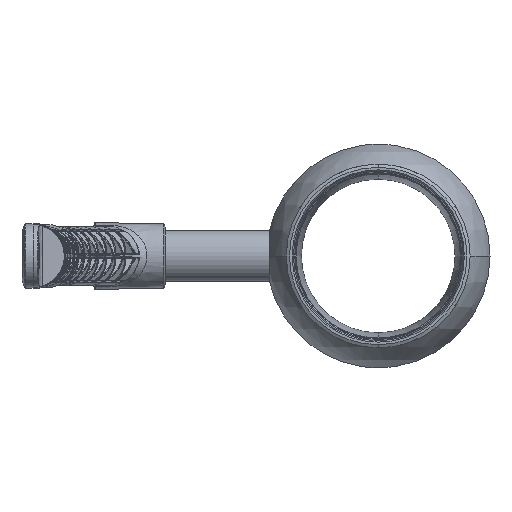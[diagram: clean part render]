
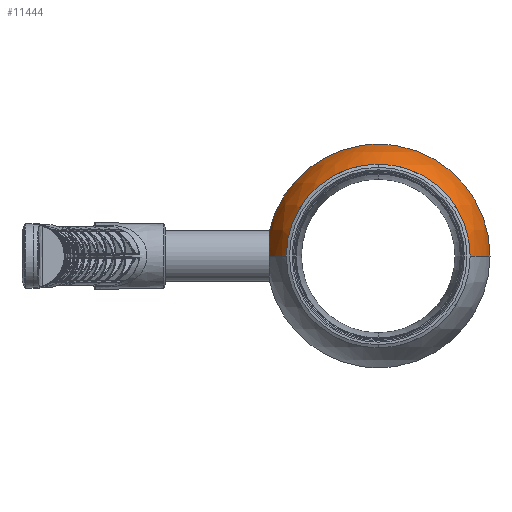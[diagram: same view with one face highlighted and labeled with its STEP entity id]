
A CAD part, left-side view. The second image highlights one B-rep face of the part: STEP entity #11444.
In plain terms, the highlighted spherical face has radius 70.5 mm.
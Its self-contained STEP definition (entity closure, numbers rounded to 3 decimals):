
#808 = AXIS2_PLACEMENT_3D ( 'NONE', #55296, #25539, #4889 ) ;
#2203 = CARTESIAN_POINT ( 'NONE',  ( -11.832, -69.5, 0. ) ) ;
#2798 = DIRECTION ( 'NONE',  ( 0., 0., 1. ) ) ;
#3683 = DIRECTION ( 'NONE',  ( 0., 0., -1. ) ) ;
#4889 = DIRECTION ( 'NONE',  ( 0., 0., -1. ) ) ;
#4892 = DIRECTION ( 'NONE',  ( 1., 0., 0. ) ) ;
#6677 = CARTESIAN_POINT ( 'NONE',  ( -45.283, 0., 54.035 ) ) ;
#6768 = ORIENTED_EDGE ( 'NONE', *, *, #62629, .F. ) ;
#7263 = AXIS2_PLACEMENT_3D ( 'NONE', #55500, #31273, #61061 ) ;
#8837 = EDGE_CURVE ( 'NONE', #55392, #41290, #29255, .T. ) ;
#8899 = DIRECTION ( 'NONE',  ( 0., -1., 0. ) ) ;
#9877 = SPHERICAL_SURFACE ( 'NONE', #56411, 70.5 ) ;
#9908 = ORIENTED_EDGE ( 'NONE', *, *, #19085, .F. ) ;
#11436 = VERTEX_POINT ( 'NONE', #24632 ) ;
#11444 = ADVANCED_FACE ( 'NONE', ( #53750 ), #9877, .T. ) ;
#13327 = CIRCLE ( 'NONE', #16451, 69.5 ) ;
#14524 = CARTESIAN_POINT ( 'NONE',  ( -45.283, -54.035, 0. ) ) ;
#15656 = AXIS2_PLACEMENT_3D ( 'NONE', #36344, #26875, #62551 ) ;
#16451 = AXIS2_PLACEMENT_3D ( 'NONE', #53873, #28717, #23799 ) ;
#16774 = CIRCLE ( 'NONE', #25149, 54.035 ) ;
#19085 = EDGE_CURVE ( 'NONE', #55483, #26678, #28225, .T. ) ;
#21046 = ORIENTED_EDGE ( 'NONE', *, *, #58022, .F. ) ;
#22981 = AXIS2_PLACEMENT_3D ( 'NONE', #59907, #4892, #35979 ) ;
#23799 = DIRECTION ( 'NONE',  ( 0., 0., 1. ) ) ;
#24632 = CARTESIAN_POINT ( 'NONE',  ( -45.283, 54.035, 0. ) ) ;
#24824 = EDGE_CURVE ( 'NONE', #55712, #32955, #64643, .T. ) ;
#25149 = AXIS2_PLACEMENT_3D ( 'NONE', #42636, #27956, #3683 ) ;
#25539 = DIRECTION ( 'NONE',  ( -1., 0., 0. ) ) ;
#26014 = ORIENTED_EDGE ( 'NONE', *, *, #37902, .T. ) ;
#26678 = VERTEX_POINT ( 'NONE', #2203 ) ;
#26875 = DIRECTION ( 'NONE',  ( 0., 1., 0. ) ) ;
#27399 = CARTESIAN_POINT ( 'NONE',  ( 0., 0., 0. ) ) ;
#27956 = DIRECTION ( 'NONE',  ( -1., 0., 0. ) ) ;
#28225 = CIRCLE ( 'NONE', #22981, 69.5 ) ;
#28717 = DIRECTION ( 'NONE',  ( 1., 0., 0. ) ) ;
#29255 = CIRCLE ( 'NONE', #15656, 19.902 ) ;
#29548 = CARTESIAN_POINT ( 'NONE',  ( 0., 0., 0. ) ) ;
#31273 = DIRECTION ( 'NONE',  ( 0., 0., -1. ) ) ;
#32792 = EDGE_LOOP ( 'NONE', ( #60933, #26014, #6768, #63649, #21046, #9908, #35136 ) ) ;
#32955 = VERTEX_POINT ( 'NONE', #6677 ) ;
#33263 = CARTESIAN_POINT ( 'NONE',  ( -11.832, 67.633, 16.003 ) ) ;
#35136 = ORIENTED_EDGE ( 'NONE', *, *, #40882, .F. ) ;
#35847 = CARTESIAN_POINT ( 'NONE',  ( -11.832, 0., 69.5 ) ) ;
#35979 = DIRECTION ( 'NONE',  ( 0., 0., 1. ) ) ;
#36344 = CARTESIAN_POINT ( 'NONE',  ( 0., 67.633, 0. ) ) ;
#37859 = CARTESIAN_POINT ( 'NONE',  ( -19.902, 67.633, 0. ) ) ;
#37902 = EDGE_CURVE ( 'NONE', #55392, #11436, #57071, .T. ) ;
#39311 = DIRECTION ( 'NONE',  ( 0., 0., 1. ) ) ;
#40882 = EDGE_CURVE ( 'NONE', #41290, #55483, #13327, .T. ) ;
#41290 = VERTEX_POINT ( 'NONE', #33263 ) ;
#42636 = CARTESIAN_POINT ( 'NONE',  ( -45.283, 0., 0. ) ) ;
#42723 = DIRECTION ( 'NONE',  ( 0., -1., 0. ) ) ;
#45931 = CIRCLE ( 'NONE', #7263, 70.5 ) ;
#53750 = FACE_OUTER_BOUND ( 'NONE', #32792, .T. ) ;
#53873 = CARTESIAN_POINT ( 'NONE',  ( -11.832, 0., 0. ) ) ;
#55296 = CARTESIAN_POINT ( 'NONE',  ( -45.283, 0., 0. ) ) ;
#55392 = VERTEX_POINT ( 'NONE', #37859 ) ;
#55483 = VERTEX_POINT ( 'NONE', #35847 ) ;
#55500 = CARTESIAN_POINT ( 'NONE',  ( 0., 0., 0. ) ) ;
#55712 = VERTEX_POINT ( 'NONE', #14524 ) ;
#56411 = AXIS2_PLACEMENT_3D ( 'NONE', #29548, #39311, #8899 ) ;
#57071 = CIRCLE ( 'NONE', #64460, 70.5 ) ;
#58022 = EDGE_CURVE ( 'NONE', #26678, #55712, #45931, .T. ) ;
#59907 = CARTESIAN_POINT ( 'NONE',  ( -11.832, 0., 0. ) ) ;
#60933 = ORIENTED_EDGE ( 'NONE', *, *, #8837, .F. ) ;
#61061 = DIRECTION ( 'NONE',  ( -1., 0., 0. ) ) ;
#62551 = DIRECTION ( 'NONE',  ( 0., 0., 1. ) ) ;
#62629 = EDGE_CURVE ( 'NONE', #32955, #11436, #16774, .T. ) ;
#63649 = ORIENTED_EDGE ( 'NONE', *, *, #24824, .F. ) ;
#64460 = AXIS2_PLACEMENT_3D ( 'NONE', #27399, #2798, #42723 ) ;
#64643 = CIRCLE ( 'NONE', #808, 54.035 ) ;
